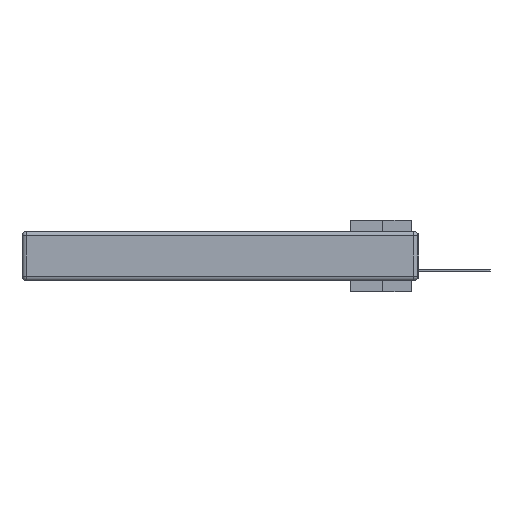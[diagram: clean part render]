
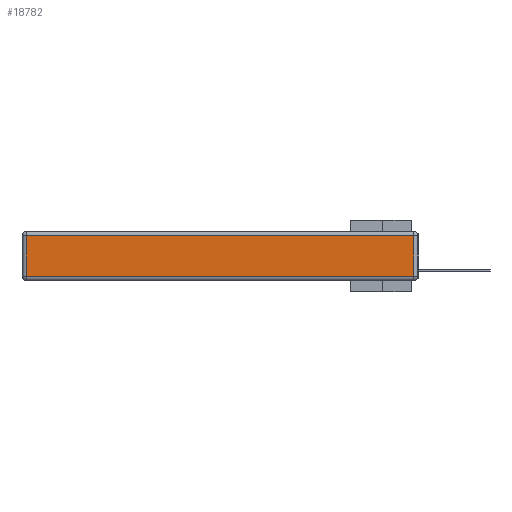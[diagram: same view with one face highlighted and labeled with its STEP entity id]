
A CAD part, left-side view. The second image highlights one B-rep face of the part: STEP entity #18782.
In plain terms, the highlighted planar face has unit normal (-1, 0, 0).
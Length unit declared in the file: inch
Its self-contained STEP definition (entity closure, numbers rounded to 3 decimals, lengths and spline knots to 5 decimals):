
#116 = CARTESIAN_POINT ( 'NONE',  ( 0., 2.72, -0.313 ) ) ;
#125 = LINE ( 'NONE', #6782, #14553 ) ;
#1045 = CARTESIAN_POINT ( 'NONE',  ( 0., 0.03, -0.313 ) ) ;
#3077 = CARTESIAN_POINT ( 'NONE',  ( 0., 0., -0.313 ) ) ;
#3932 = CARTESIAN_POINT ( 'NONE',  ( 0., 2.72, -0.343 ) ) ;
#4118 = ORIENTED_EDGE ( 'NONE', *, *, #15034, .T. ) ;
#4701 = DIRECTION ( 'NONE',  ( 0., 1., 0. ) ) ;
#5786 = VECTOR ( 'NONE', #17450, 39.37008 ) ;
#6782 = CARTESIAN_POINT ( 'NONE',  ( 0., 0.03, -0.343 ) ) ;
#8651 = VECTOR ( 'NONE', #4701, 39.37008 ) ;
#9739 = EDGE_CURVE ( 'NONE', #10578, #15903, #125, .T. ) ;
#9878 = EDGE_CURVE ( 'NONE', #15903, #30212, #22783, .T. ) ;
#10578 = VERTEX_POINT ( 'NONE', #1045 ) ;
#13651 = DIRECTION ( 'NONE',  ( 0., 0., 1. ) ) ;
#14553 = VECTOR ( 'NONE', #13651, 39.37008 ) ;
#15034 = EDGE_CURVE ( 'NONE', #29215, #10578, #18737, .T. ) ;
#15566 = ORIENTED_EDGE ( 'NONE', *, *, #24221, .T. ) ;
#15612 = CARTESIAN_POINT ( 'NONE',  ( 0., 2.72, -0.03 ) ) ;
#15903 = VERTEX_POINT ( 'NONE', #18027 ) ;
#16216 = LINE ( 'NONE', #3932, #23298 ) ;
#16363 = AXIS2_PLACEMENT_3D ( 'NONE', #21351, #26142, #16663 ) ;
#16381 = PLANE ( 'NONE',  #16363 ) ;
#16663 = DIRECTION ( 'NONE',  ( 0., 0., 1. ) ) ;
#17450 = DIRECTION ( 'NONE',  ( 0., -1., 0. ) ) ;
#18027 = CARTESIAN_POINT ( 'NONE',  ( 0., 0.03, -0.03 ) ) ;
#18206 = FACE_OUTER_BOUND ( 'NONE', #25516, .T. ) ;
#18737 = LINE ( 'NONE', #3077, #5786 ) ;
#18782 = ADVANCED_FACE ( 'NONE', ( #18206 ), #16381, .T. ) ;
#19163 = CARTESIAN_POINT ( 'NONE',  ( 0., 2.75, -0.03 ) ) ;
#20575 = DIRECTION ( 'NONE',  ( 0., 0., -1. ) ) ;
#21351 = CARTESIAN_POINT ( 'NONE',  ( 0., 0., -0.343 ) ) ;
#22783 = LINE ( 'NONE', #19163, #8651 ) ;
#23298 = VECTOR ( 'NONE', #20575, 39.37008 ) ;
#24221 = EDGE_CURVE ( 'NONE', #30212, #29215, #16216, .T. ) ;
#25516 = EDGE_LOOP ( 'NONE', ( #4118, #29226, #27663, #15566 ) ) ;
#26142 = DIRECTION ( 'NONE',  ( -1., 0., 0. ) ) ;
#27663 = ORIENTED_EDGE ( 'NONE', *, *, #9878, .T. ) ;
#29215 = VERTEX_POINT ( 'NONE', #116 ) ;
#29226 = ORIENTED_EDGE ( 'NONE', *, *, #9739, .T. ) ;
#30212 = VERTEX_POINT ( 'NONE', #15612 ) ;
